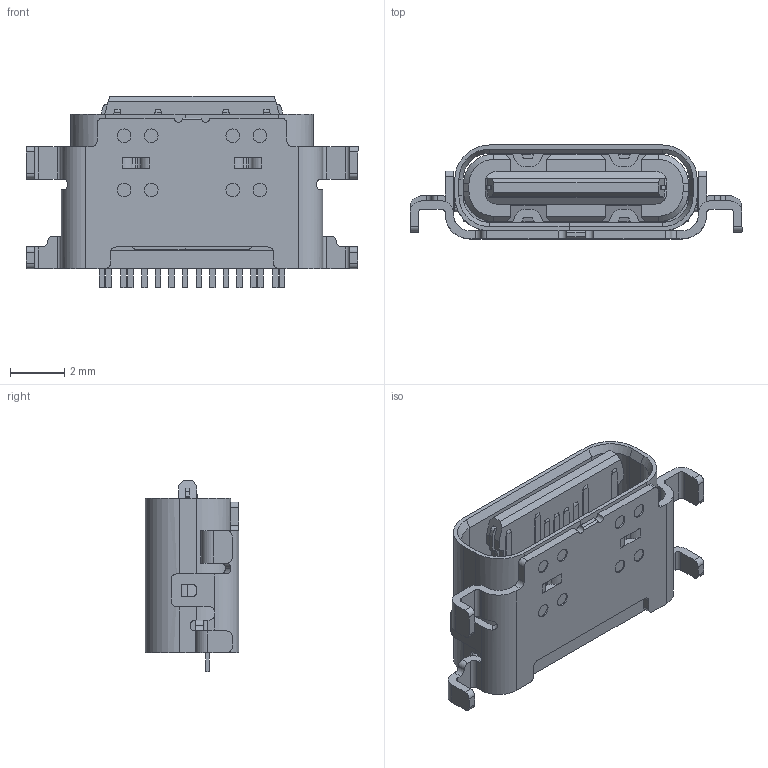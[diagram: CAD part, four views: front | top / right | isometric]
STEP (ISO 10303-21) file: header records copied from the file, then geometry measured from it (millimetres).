
FILE_DESCRIPTION (( 'STEP AP214' ), '1' );
FILE_NAME ('Same_Sky_UJ20-C-H-G-MSMT-6-P16-TR.step', '2024-11-13T20:02:06', ( '' ), ( '' ), 'SwSTEP 2.0', 'SolidWorks 2024', '' );
FILE_SCHEMA (( 'AUTOMOTIVE_DESIGN' ));
Length unit declared in the file: inch
Products named in the file (1): Same_Sky_UJ20-C-H-G-MSMT-6-P16-TR
Bounding box: 12.24 x 3.46 x 7.05 mm (x, y, z)
Volume: 110.2 mm3; surface area: 490.8 mm2
Topology: 1 solids, 1 shells, 838 faces, 2387 edges, 1541 vertices
Faces by surface type: plane 569, cylinder 251, cone 15, bspline 3
Entity records: 27568 total; most frequent: CARTESIAN_POINT 5481, ORIENTED_EDGE 4774, DIRECTION 4433, EDGE_CURVE 2387, VECTOR 1763, LINE 1763, VERTEX_POINT 1541, AXIS2_PLACEMENT_3D 1335
